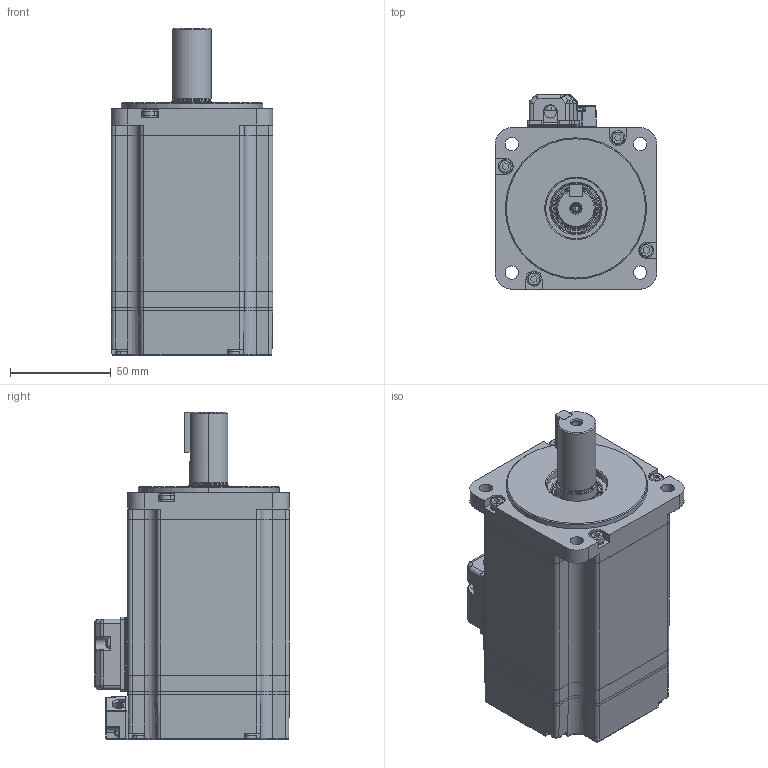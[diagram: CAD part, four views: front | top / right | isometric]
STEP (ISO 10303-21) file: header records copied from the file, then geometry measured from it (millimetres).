
FILE_DESCRIPTION (( 'STEP AP203' ), '1' );
FILE_NAME ('EM1-750W-K.STEP', '2019-11-28T07:04:02', ( '' ), ( '' ), 'SwSTEP 2.0', 'SolidWorks 2015', '' );
FILE_SCHEMA (( 'CONFIG_CONTROL_DESIGN' ));
Length unit declared in the file: millimetre
Products named in the file (1): EM1-750W-K
Bounding box: 80.04 x 96.54 x 162.4 mm (x, y, z)
Surface area: 70108.4 mm2 (no closed solid volume)
Topology: 0 solids, 28 shells, 647 faces, 1978 edges, 1313 vertices
Faces by surface type: plane 273, cylinder 210, cone 59, torus 48, sphere 30, bspline 27
Entity records: 23965 total; most frequent: CARTESIAN_POINT 6258, DIRECTION 3908, ORIENTED_EDGE 3369, EDGE_CURVE 1940, AXIS2_PLACEMENT_3D 1450, VERTEX_POINT 1301, LINE 1008, VECTOR 1008
